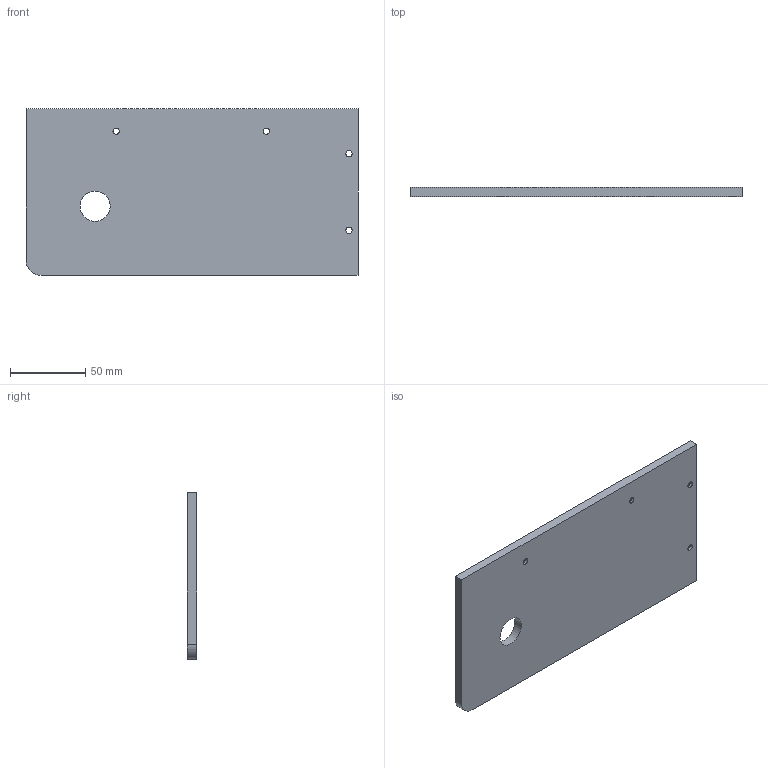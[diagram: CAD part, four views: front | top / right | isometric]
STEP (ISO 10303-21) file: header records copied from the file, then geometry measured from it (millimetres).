
FILE_DESCRIPTION(/* description */ (''),/* implementation_level */ '2;1');
FILE_NAME(/* name */ '底板_D.stp',/* time_stamp */ '2024-06-10T00:00:56+08:00',/* author */ ('Nitrene.P.L'),/* organization */ (''),/* preprocessor_version */ 'ST-DEVELOPER v19',/* originating_system */ 'Autodesk Inventor 2023',/* authorisation */ '');
FILE_SCHEMA (('AUTOMOTIVE_DESIGN { 1 0 10303 214 3 1 1 }'));
Length unit declared in the file: millimetre
Products named in the file (1): 底板_C
Bounding box: 221 x 6 x 111 mm (x, y, z)
Volume: 144388.5 mm3; surface area: 53077.1 mm2
Topology: 1 solids, 1 shells, 20 faces, 42 edges, 28 vertices
Faces by surface type: cylinder 10, plane 10
Full cylindrical faces by diameter (mm): 4.2 x4, 7.2 x4, 20.1 x1
Entity records: 609 total; most frequent: DIRECTION 104, CARTESIAN_POINT 91, ORIENTED_EDGE 84, EDGE_CURVE 42, AXIS2_PLACEMENT_3D 41, EDGE_LOOP 34, VERTEX_POINT 28, LINE 22
